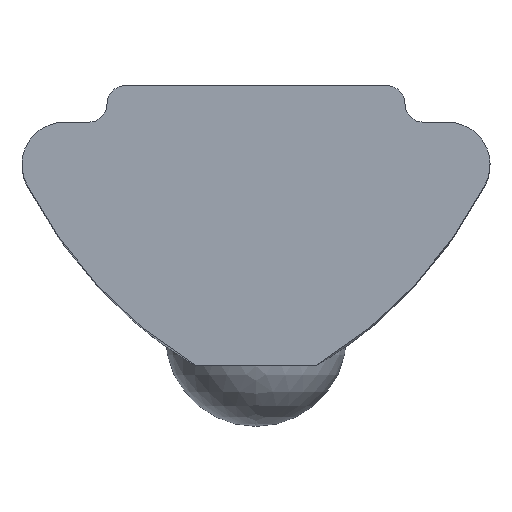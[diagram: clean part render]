
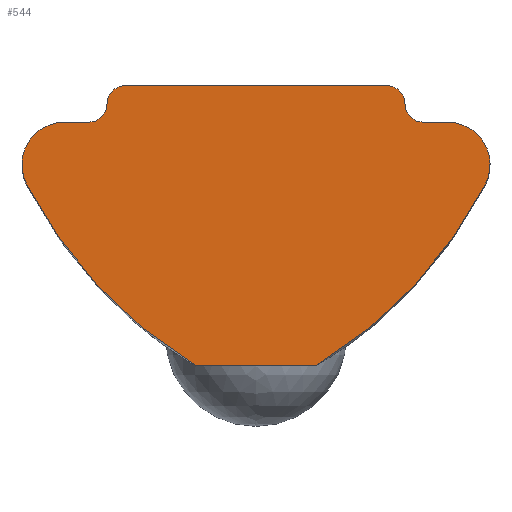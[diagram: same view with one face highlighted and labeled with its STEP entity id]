
A CAD part, top view. The second image highlights one B-rep face of the part: STEP entity #544.
In plain terms, the highlighted planar face has unit normal (0, 0, 1).
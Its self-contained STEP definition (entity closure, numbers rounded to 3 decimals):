
#17=PLANE('',#614);
#36=LINE('',#994,#70);
#37=LINE('',#996,#71);
#38=LINE('',#1000,#72);
#39=LINE('',#1006,#73);
#70=VECTOR('',#726,1000.);
#71=VECTOR('',#729,1000.);
#72=VECTOR('',#732,1000.);
#73=VECTOR('',#737,1000.);
#136=FACE_OUTER_BOUND('',#165,.T.);
#165=EDGE_LOOP('',(#414,#415,#416,#417,#418,#419,#420,#421,#422,#423,#424,
#425));
#193=CIRCLE('',#597,0.3);
#196=CIRCLE('',#603,0.3);
#205=CIRCLE('',#615,0.3);
#206=CIRCLE('',#616,0.3);
#207=CIRCLE('',#617,0.7);
#208=CIRCLE('',#618,7.5);
#209=CIRCLE('',#619,7.5);
#210=CIRCLE('',#620,0.7);
#238=VERTEX_POINT('',#944);
#239=VERTEX_POINT('',#946);
#244=VERTEX_POINT('',#962);
#245=VERTEX_POINT('',#964);
#256=VERTEX_POINT('',#992);
#257=VERTEX_POINT('',#993);
#258=VERTEX_POINT('',#997);
#259=VERTEX_POINT('',#999);
#260=VERTEX_POINT('',#1001);
#261=VERTEX_POINT('',#1003);
#262=VERTEX_POINT('',#1005);
#263=VERTEX_POINT('',#1007);
#297=EDGE_CURVE('',#239,#238,#193,.T.);
#306=EDGE_CURVE('',#245,#244,#196,.T.);
#320=EDGE_CURVE('',#256,#257,#36,.T.);
#321=EDGE_CURVE('',#257,#245,#205,.T.);
#322=EDGE_CURVE('',#244,#239,#37,.T.);
#323=EDGE_CURVE('',#238,#258,#206,.T.);
#324=EDGE_CURVE('',#258,#259,#38,.T.);
#325=EDGE_CURVE('',#259,#260,#207,.T.);
#326=EDGE_CURVE('',#260,#261,#208,.T.);
#327=EDGE_CURVE('',#261,#262,#39,.T.);
#328=EDGE_CURVE('',#262,#263,#209,.T.);
#329=EDGE_CURVE('',#263,#256,#210,.T.);
#414=ORIENTED_EDGE('',*,*,#320,.T.);
#415=ORIENTED_EDGE('',*,*,#321,.T.);
#416=ORIENTED_EDGE('',*,*,#306,.T.);
#417=ORIENTED_EDGE('',*,*,#322,.T.);
#418=ORIENTED_EDGE('',*,*,#297,.T.);
#419=ORIENTED_EDGE('',*,*,#323,.T.);
#420=ORIENTED_EDGE('',*,*,#324,.T.);
#421=ORIENTED_EDGE('',*,*,#325,.T.);
#422=ORIENTED_EDGE('',*,*,#326,.T.);
#423=ORIENTED_EDGE('',*,*,#327,.T.);
#424=ORIENTED_EDGE('',*,*,#328,.T.);
#425=ORIENTED_EDGE('',*,*,#329,.T.);
#544=ADVANCED_FACE('',(#136),#17,.F.);
#597=AXIS2_PLACEMENT_3D('',#947,#679,#680);
#603=AXIS2_PLACEMENT_3D('',#965,#697,#698);
#614=AXIS2_PLACEMENT_3D('',#991,#724,#725);
#615=AXIS2_PLACEMENT_3D('',#995,#727,#728);
#616=AXIS2_PLACEMENT_3D('',#998,#730,#731);
#617=AXIS2_PLACEMENT_3D('',#1002,#733,#734);
#618=AXIS2_PLACEMENT_3D('',#1004,#735,#736);
#619=AXIS2_PLACEMENT_3D('',#1008,#738,#739);
#620=AXIS2_PLACEMENT_3D('',#1009,#740,#741);
#679=DIRECTION('center_axis',(0.,0.,1.));
#680=DIRECTION('ref_axis',(-1.,0.,0.));
#697=DIRECTION('center_axis',(0.,0.,1.));
#698=DIRECTION('ref_axis',(-1.,0.,0.));
#724=DIRECTION('center_axis',(0.,0.,-1.));
#725=DIRECTION('ref_axis',(0.,-1.,0.));
#726=DIRECTION('',(-1.,0.,0.));
#727=DIRECTION('center_axis',(0.,0.,-1.));
#728=DIRECTION('ref_axis',(-1.,0.,0.));
#729=DIRECTION('',(-1.,0.,0.));
#730=DIRECTION('center_axis',(0.,0.,-1.));
#731=DIRECTION('ref_axis',(-1.,0.,0.));
#732=DIRECTION('',(-1.,0.,0.));
#733=DIRECTION('center_axis',(0.,0.,1.));
#734=DIRECTION('ref_axis',(1.,0.,0.));
#735=DIRECTION('center_axis',(0.,0.,1.));
#736=DIRECTION('ref_axis',(1.,0.,0.));
#737=DIRECTION('',(1.,0.,0.));
#738=DIRECTION('center_axis',(0.,0.,1.));
#739=DIRECTION('ref_axis',(-1.,0.,0.));
#740=DIRECTION('center_axis',(0.,0.,1.));
#741=DIRECTION('ref_axis',(-1.,0.,0.));
#944=CARTESIAN_POINT('',(-2.45,-0.3,12.));
#946=CARTESIAN_POINT('',(-2.15,0.,12.));
#947=CARTESIAN_POINT('Origin',(-2.15,-0.3,12.));
#962=CARTESIAN_POINT('',(2.15,0.,12.));
#964=CARTESIAN_POINT('',(2.45,-0.3,12.));
#965=CARTESIAN_POINT('Origin',(2.15,-0.3,12.));
#991=CARTESIAN_POINT('Origin',(3.15,-1.3,12.));
#992=CARTESIAN_POINT('',(3.15,-0.6,12.));
#993=CARTESIAN_POINT('',(2.75,-0.6,12.));
#994=CARTESIAN_POINT('',(2.45,-0.6,12.));
#995=CARTESIAN_POINT('Origin',(2.75,-0.3,12.));
#996=CARTESIAN_POINT('',(-2.45,0.,12.));
#997=CARTESIAN_POINT('',(-2.75,-0.6,12.));
#998=CARTESIAN_POINT('Origin',(-2.75,-0.3,12.));
#999=CARTESIAN_POINT('',(-3.15,-0.6,12.));
#1000=CARTESIAN_POINT('',(-2.45,-0.6,12.));
#1001=CARTESIAN_POINT('',(-3.773,-1.62,12.));
#1002=CARTESIAN_POINT('Origin',(-3.15,-1.3,12.));
#1003=CARTESIAN_POINT('',(-1.,-4.6,12.));
#1004=CARTESIAN_POINT('Origin',(2.899,1.807,12.));
#1005=CARTESIAN_POINT('',(1.,-4.6,12.));
#1006=CARTESIAN_POINT('',(1.,-4.6,12.));
#1007=CARTESIAN_POINT('',(3.773,-1.62,12.));
#1008=CARTESIAN_POINT('Origin',(-2.899,1.807,12.));
#1009=CARTESIAN_POINT('Origin',(3.15,-1.3,12.));
